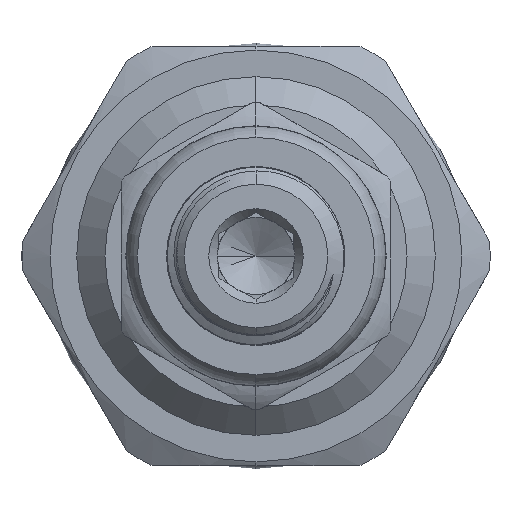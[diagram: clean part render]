
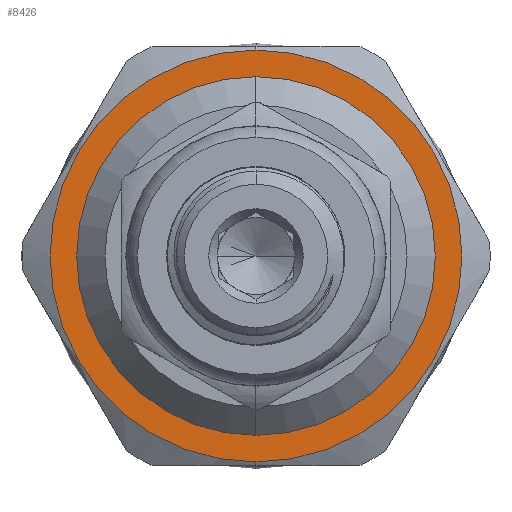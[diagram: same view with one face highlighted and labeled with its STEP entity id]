
A CAD part, left-side view. The second image highlights one B-rep face of the part: STEP entity #8426.
In plain terms, the highlighted planar face has unit normal (-1, 0, 0).
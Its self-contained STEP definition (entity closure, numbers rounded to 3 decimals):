
#2953 = DIRECTION ( 'NONE',  ( -1., 0., 0. ) ) ;
#3790 = VERTEX_POINT ( 'NONE', #7107 ) ;
#4404 = DIRECTION ( 'NONE',  ( -1., 0., 0. ) ) ;
#5021 = CARTESIAN_POINT ( 'NONE',  ( -48.322, 0., -10.91 ) ) ;
#6827 = VERTEX_POINT ( 'NONE', #39679 ) ;
#7107 = CARTESIAN_POINT ( 'NONE',  ( -48.322, 0., 10.91 ) ) ;
#7464 = CARTESIAN_POINT ( 'NONE',  ( -48.322, 0., 0. ) ) ;
#8426 = ADVANCED_FACE ( 'NONE', ( #21924, #14497 ), #38693, .F. ) ;
#8439 = EDGE_CURVE ( 'NONE', #6827, #48114, #43438, .T. ) ;
#13273 = CARTESIAN_POINT ( 'NONE',  ( -48.322, 0., 0. ) ) ;
#14497 = FACE_OUTER_BOUND ( 'NONE', #20148, .T. ) ;
#15343 = AXIS2_PLACEMENT_3D ( 'NONE', #15463, #54511, #37467 ) ;
#15443 = AXIS2_PLACEMENT_3D ( 'NONE', #21395, #47469, #34732 ) ;
#15463 = CARTESIAN_POINT ( 'NONE',  ( -48.322, 0., 0. ) ) ;
#16415 = AXIS2_PLACEMENT_3D ( 'NONE', #45556, #38304, #37153 ) ;
#19372 = CIRCLE ( 'NONE', #53266, 10.91 ) ;
#20148 = EDGE_LOOP ( 'NONE', ( #49487, #46525 ) ) ;
#21395 = CARTESIAN_POINT ( 'NONE',  ( -48.322, 9.5, 0. ) ) ;
#21924 = FACE_BOUND ( 'NONE', #42067, .T. ) ;
#25060 = ORIENTED_EDGE ( 'NONE', *, *, #30367, .F. ) ;
#25689 = ORIENTED_EDGE ( 'NONE', *, *, #8439, .F. ) ;
#30367 = EDGE_CURVE ( 'NONE', #48114, #6827, #45842, .T. ) ;
#34021 = CIRCLE ( 'NONE', #16415, 10.91 ) ;
#34546 = DIRECTION ( 'NONE',  ( 0., 0., 1. ) ) ;
#34732 = DIRECTION ( 'NONE',  ( 0., 0., -1. ) ) ;
#37153 = DIRECTION ( 'NONE',  ( 0., 0., 1. ) ) ;
#37412 = DIRECTION ( 'NONE',  ( 0., 0., 1. ) ) ;
#37467 = DIRECTION ( 'NONE',  ( 0., 0., 1. ) ) ;
#38304 = DIRECTION ( 'NONE',  ( -1., 0., 0. ) ) ;
#38423 = CARTESIAN_POINT ( 'NONE',  ( -48.322, 0., -9.5 ) ) ;
#38693 = PLANE ( 'NONE',  #15443 ) ;
#39679 = CARTESIAN_POINT ( 'NONE',  ( -48.322, 0., 9.5 ) ) ;
#40142 = EDGE_CURVE ( 'NONE', #3790, #50721, #19372, .T. ) ;
#42067 = EDGE_LOOP ( 'NONE', ( #25689, #25060 ) ) ;
#42472 = AXIS2_PLACEMENT_3D ( 'NONE', #13273, #4404, #34546 ) ;
#43438 = CIRCLE ( 'NONE', #42472, 9.5 ) ;
#45556 = CARTESIAN_POINT ( 'NONE',  ( -48.322, 0., 0. ) ) ;
#45842 = CIRCLE ( 'NONE', #15343, 9.5 ) ;
#46525 = ORIENTED_EDGE ( 'NONE', *, *, #40142, .T. ) ;
#47469 = DIRECTION ( 'NONE',  ( 1., 0., 0. ) ) ;
#48114 = VERTEX_POINT ( 'NONE', #38423 ) ;
#49487 = ORIENTED_EDGE ( 'NONE', *, *, #54980, .T. ) ;
#50721 = VERTEX_POINT ( 'NONE', #5021 ) ;
#53266 = AXIS2_PLACEMENT_3D ( 'NONE', #7464, #2953, #37412 ) ;
#54511 = DIRECTION ( 'NONE',  ( -1., 0., 0. ) ) ;
#54980 = EDGE_CURVE ( 'NONE', #50721, #3790, #34021, .T. ) ;
